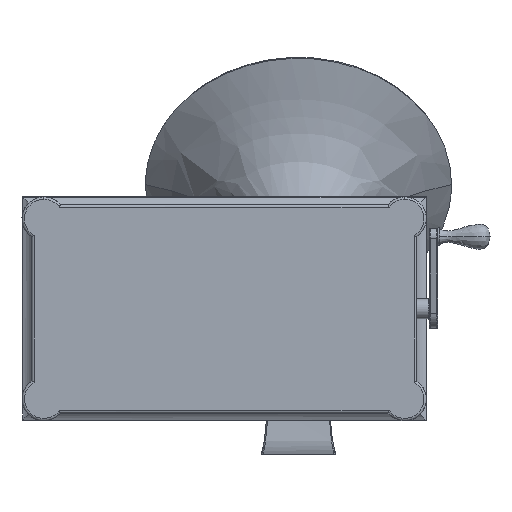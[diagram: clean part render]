
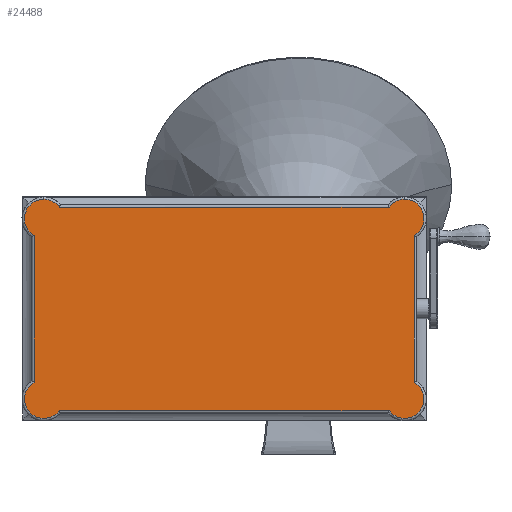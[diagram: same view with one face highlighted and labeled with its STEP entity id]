
A CAD part, front view. The second image highlights one B-rep face of the part: STEP entity #24488.
In plain terms, the highlighted planar face has unit normal (0, -1, 0).
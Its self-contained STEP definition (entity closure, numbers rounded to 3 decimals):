
#216 = DIRECTION ( 'NONE',  ( 0., 0., 1. ) ) ;
#332 = EDGE_CURVE ( 'NONE', #6818, #22963, #32291, .T. ) ;
#1760 = CARTESIAN_POINT ( 'NONE',  ( -150., 0., 75. ) ) ;
#1800 = EDGE_CURVE ( 'NONE', #10584, #9972, #32721, .T. ) ;
#4436 = DIRECTION ( 'NONE',  ( 0., 0., 1. ) ) ;
#4681 = VERTEX_POINT ( 'NONE', #22752 ) ;
#5566 = CARTESIAN_POINT ( 'NONE',  ( -150., 0., 91.071 ) ) ;
#5568 = FACE_OUTER_BOUND ( 'NONE', #25075, .T. ) ;
#6488 = AXIS2_PLACEMENT_3D ( 'NONE', #33922, #10150, #216 ) ;
#6818 = VERTEX_POINT ( 'NONE', #5566 ) ;
#7058 = LINE ( 'NONE', #35414, #26784 ) ;
#8468 = DIRECTION ( 'NONE',  ( 0., 0., 1. ) ) ;
#9972 = VERTEX_POINT ( 'NONE', #41819 ) ;
#10150 = DIRECTION ( 'NONE',  ( 0., 1., 0. ) ) ;
#10220 = CIRCLE ( 'NONE', #15861, 16.071 ) ;
#10318 = ORIENTED_EDGE ( 'NONE', *, *, #30411, .T. ) ;
#10584 = VERTEX_POINT ( 'NONE', #12055 ) ;
#11292 = CARTESIAN_POINT ( 'NONE',  ( -150., 0., -75. ) ) ;
#11690 = CARTESIAN_POINT ( 'NONE',  ( -157.959, 0., 61.038 ) ) ;
#12055 = CARTESIAN_POINT ( 'NONE',  ( 150., 0., 91.071 ) ) ;
#13027 = AXIS2_PLACEMENT_3D ( 'NONE', #11292, #18563, #4436 ) ;
#13269 = EDGE_CURVE ( 'NONE', #38957, #20427, #38755, .T. ) ;
#13620 = EDGE_CURVE ( 'NONE', #9972, #37919, #40846, .T. ) ;
#13859 = ORIENTED_EDGE ( 'NONE', *, *, #31880, .T. ) ;
#14137 = CARTESIAN_POINT ( 'NONE',  ( 137.135, 0., -84.632 ) ) ;
#15163 = CARTESIAN_POINT ( 'NONE',  ( -137.135, 0., -84.632 ) ) ;
#15386 = CARTESIAN_POINT ( 'NONE',  ( 150., 0., -84.632 ) ) ;
#15428 = DIRECTION ( 'NONE',  ( 0., 0., 1. ) ) ;
#15861 = AXIS2_PLACEMENT_3D ( 'NONE', #31941, #25416, #8468 ) ;
#17290 = PLANE ( 'NONE',  #6488 ) ;
#18350 = DIRECTION ( 'NONE',  ( 0., 0., 1. ) ) ;
#18563 = DIRECTION ( 'NONE',  ( 0., -1., 0. ) ) ;
#18879 = VERTEX_POINT ( 'NONE', #14137 ) ;
#19895 = ORIENTED_EDGE ( 'NONE', *, *, #13620, .T. ) ;
#20427 = VERTEX_POINT ( 'NONE', #15163 ) ;
#20625 = CARTESIAN_POINT ( 'NONE',  ( 150., 0., 75. ) ) ;
#20828 = ORIENTED_EDGE ( 'NONE', *, *, #13269, .T. ) ;
#21723 = CIRCLE ( 'NONE', #36976, 16.071 ) ;
#22428 = DIRECTION ( 'NONE',  ( 0., -1., 0. ) ) ;
#22752 = CARTESIAN_POINT ( 'NONE',  ( 157.959, 0., 61.038 ) ) ;
#22963 = VERTEX_POINT ( 'NONE', #11690 ) ;
#24342 = CARTESIAN_POINT ( 'NONE',  ( 150., 0., 84.632 ) ) ;
#24488 = ADVANCED_FACE ( 'NONE', ( #5568 ), #17290, .F. ) ;
#25075 = EDGE_LOOP ( 'NONE', ( #20828, #10318, #42329, #13859, #42029, #27071, #19895, #30245, #28365, #30843 ) ) ;
#25416 = DIRECTION ( 'NONE',  ( 0., -1., 0. ) ) ;
#26784 = VECTOR ( 'NONE', #18350, 1000. ) ;
#26822 = VECTOR ( 'NONE', #42566, 1000. ) ;
#26896 = CARTESIAN_POINT ( 'NONE',  ( -137.135, 0., 84.632 ) ) ;
#26978 = AXIS2_PLACEMENT_3D ( 'NONE', #1760, #22428, #15428 ) ;
#27071 = ORIENTED_EDGE ( 'NONE', *, *, #1800, .T. ) ;
#27224 = LINE ( 'NONE', #36327, #43637 ) ;
#27467 = CARTESIAN_POINT ( 'NONE',  ( -157.959, 0., -61.038 ) ) ;
#27931 = DIRECTION ( 'NONE',  ( 0., 0., 1. ) ) ;
#28130 = EDGE_CURVE ( 'NONE', #4681, #10584, #43629, .T. ) ;
#28365 = ORIENTED_EDGE ( 'NONE', *, *, #332, .T. ) ;
#29217 = DIRECTION ( 'NONE',  ( 0., 0., -1. ) ) ;
#30038 = AXIS2_PLACEMENT_3D ( 'NONE', #20625, #40973, #34298 ) ;
#30245 = ORIENTED_EDGE ( 'NONE', *, *, #35628, .T. ) ;
#30411 = EDGE_CURVE ( 'NONE', #20427, #18879, #36925, .T. ) ;
#30843 = ORIENTED_EDGE ( 'NONE', *, *, #33457, .T. ) ;
#31185 = CARTESIAN_POINT ( 'NONE',  ( 150., 0., 75. ) ) ;
#31880 = EDGE_CURVE ( 'NONE', #37547, #4681, #7058, .T. ) ;
#31941 = CARTESIAN_POINT ( 'NONE',  ( 150., 0., -75. ) ) ;
#32291 = CIRCLE ( 'NONE', #26978, 16.071 ) ;
#32307 = VECTOR ( 'NONE', #41700, 1000. ) ;
#32592 = EDGE_CURVE ( 'NONE', #18879, #37547, #10220, .T. ) ;
#32672 = AXIS2_PLACEMENT_3D ( 'NONE', #31185, #38303, #27931 ) ;
#32721 = CIRCLE ( 'NONE', #32672, 16.071 ) ;
#33457 = EDGE_CURVE ( 'NONE', #22963, #38957, #27224, .T. ) ;
#33922 = CARTESIAN_POINT ( 'NONE',  ( 150., 0., -75. ) ) ;
#34298 = DIRECTION ( 'NONE',  ( 0., 0., 1. ) ) ;
#35414 = CARTESIAN_POINT ( 'NONE',  ( 157.959, 0., -75. ) ) ;
#35628 = EDGE_CURVE ( 'NONE', #37919, #6818, #21723, .T. ) ;
#36282 = DIRECTION ( 'NONE',  ( 0., -1., 0. ) ) ;
#36327 = CARTESIAN_POINT ( 'NONE',  ( -157.959, 0., -75. ) ) ;
#36925 = LINE ( 'NONE', #15386, #26822 ) ;
#36976 = AXIS2_PLACEMENT_3D ( 'NONE', #39828, #36282, #39690 ) ;
#37547 = VERTEX_POINT ( 'NONE', #40719 ) ;
#37919 = VERTEX_POINT ( 'NONE', #26896 ) ;
#38303 = DIRECTION ( 'NONE',  ( 0., -1., 0. ) ) ;
#38755 = CIRCLE ( 'NONE', #13027, 16.071 ) ;
#38957 = VERTEX_POINT ( 'NONE', #27467 ) ;
#39690 = DIRECTION ( 'NONE',  ( 0., 0., 1. ) ) ;
#39828 = CARTESIAN_POINT ( 'NONE',  ( -150., 0., 75. ) ) ;
#40719 = CARTESIAN_POINT ( 'NONE',  ( 157.959, 0., -61.038 ) ) ;
#40846 = LINE ( 'NONE', #24342, #32307 ) ;
#40973 = DIRECTION ( 'NONE',  ( 0., -1., 0. ) ) ;
#41700 = DIRECTION ( 'NONE',  ( -1., 0., 0. ) ) ;
#41819 = CARTESIAN_POINT ( 'NONE',  ( 137.135, 0., 84.632 ) ) ;
#42029 = ORIENTED_EDGE ( 'NONE', *, *, #28130, .T. ) ;
#42329 = ORIENTED_EDGE ( 'NONE', *, *, #32592, .T. ) ;
#42566 = DIRECTION ( 'NONE',  ( 1., 0., 0. ) ) ;
#43629 = CIRCLE ( 'NONE', #30038, 16.071 ) ;
#43637 = VECTOR ( 'NONE', #29217, 1000. ) ;
